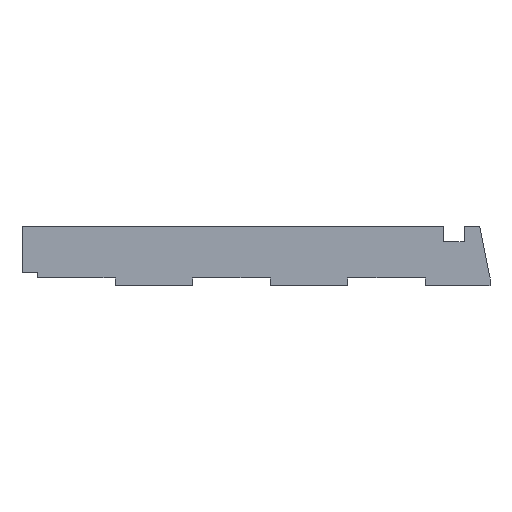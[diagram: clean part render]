
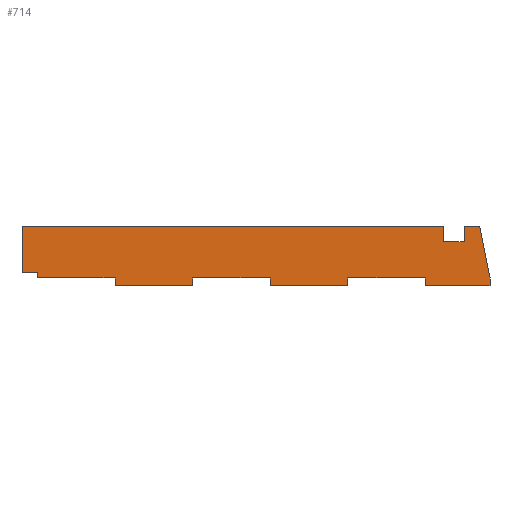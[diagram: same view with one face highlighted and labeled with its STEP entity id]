
A CAD part, top view. The second image highlights one B-rep face of the part: STEP entity #714.
In plain terms, the highlighted planar face has unit normal (0, 0, 1).
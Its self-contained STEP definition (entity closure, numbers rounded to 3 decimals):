
#42=CARTESIAN_POINT('Vertex',(0.,-110.,3.)) ;
#56=CARTESIAN_POINT('Vertex',(0.,-128.,3.)) ;
#59=CARTESIAN_POINT('Line Origine',(0.,-119.,3.)) ;
#87=CARTESIAN_POINT('Vertex',(6.,-128.,3.)) ;
#90=CARTESIAN_POINT('Line Origine',(3.,-128.,3.)) ;
#118=CARTESIAN_POINT('Vertex',(6.,-130.,3.)) ;
#121=CARTESIAN_POINT('Line Origine',(6.,-129.,3.)) ;
#149=CARTESIAN_POINT('Vertex',(36.,-130.,3.)) ;
#152=CARTESIAN_POINT('Line Origine',(21.,-130.,3.)) ;
#180=CARTESIAN_POINT('Vertex',(36.,-133.,3.)) ;
#183=CARTESIAN_POINT('Line Origine',(36.,-131.5,3.)) ;
#211=CARTESIAN_POINT('Vertex',(66.,-133.,3.)) ;
#214=CARTESIAN_POINT('Line Origine',(51.,-133.,3.)) ;
#242=CARTESIAN_POINT('Vertex',(66.,-130.,3.)) ;
#245=CARTESIAN_POINT('Line Origine',(66.,-131.5,3.)) ;
#268=CARTESIAN_POINT('Vertex',(96.,-130.,3.)) ;
#271=CARTESIAN_POINT('Line Origine',(81.,-130.,3.)) ;
#299=CARTESIAN_POINT('Vertex',(96.,-133.,3.)) ;
#302=CARTESIAN_POINT('Line Origine',(96.,-131.5,3.)) ;
#325=CARTESIAN_POINT('Vertex',(126.,-133.,3.)) ;
#328=CARTESIAN_POINT('Line Origine',(111.,-133.,3.)) ;
#356=CARTESIAN_POINT('Vertex',(126.,-130.,3.)) ;
#359=CARTESIAN_POINT('Line Origine',(126.,-131.5,3.)) ;
#382=CARTESIAN_POINT('Vertex',(156.,-130.,3.)) ;
#385=CARTESIAN_POINT('Line Origine',(141.,-130.,3.)) ;
#413=CARTESIAN_POINT('Vertex',(156.,-133.,3.)) ;
#416=CARTESIAN_POINT('Line Origine',(156.,-131.5,3.)) ;
#439=CARTESIAN_POINT('Vertex',(181.,-133.,3.)) ;
#442=CARTESIAN_POINT('Line Origine',(168.5,-133.,3.)) ;
#470=CARTESIAN_POINT('Vertex',(181.,-130.,3.)) ;
#473=CARTESIAN_POINT('Line Origine',(181.,-131.5,3.)) ;
#501=CARTESIAN_POINT('Vertex',(177.,-110.,3.)) ;
#504=CARTESIAN_POINT('Line Origine',(179.,-120.,3.)) ;
#532=CARTESIAN_POINT('Vertex',(171.,-110.,3.)) ;
#535=CARTESIAN_POINT('Line Origine',(174.,-110.,3.)) ;
#563=CARTESIAN_POINT('Vertex',(171.,-116.,3.)) ;
#566=CARTESIAN_POINT('Line Origine',(171.,-113.,3.)) ;
#594=CARTESIAN_POINT('Vertex',(163.,-116.,3.)) ;
#597=CARTESIAN_POINT('Line Origine',(167.,-116.,3.)) ;
#625=CARTESIAN_POINT('Vertex',(163.,-110.,3.)) ;
#628=CARTESIAN_POINT('Line Origine',(163.,-113.,3.)) ;
#645=CARTESIAN_POINT('Line Origine',(81.5,-110.,3.)) ;
#686=CARTESIAN_POINT('Axis2P3D Location',(0.,0.,3.)) ;
#61=VECTOR('Line Direction',#60,1.) ;
#92=VECTOR('Line Direction',#91,1.) ;
#123=VECTOR('Line Direction',#122,1.) ;
#154=VECTOR('Line Direction',#153,1.) ;
#185=VECTOR('Line Direction',#184,1.) ;
#216=VECTOR('Line Direction',#215,1.) ;
#247=VECTOR('Line Direction',#246,1.) ;
#273=VECTOR('Line Direction',#272,1.) ;
#304=VECTOR('Line Direction',#303,1.) ;
#330=VECTOR('Line Direction',#329,1.) ;
#361=VECTOR('Line Direction',#360,1.) ;
#387=VECTOR('Line Direction',#386,1.) ;
#418=VECTOR('Line Direction',#417,1.) ;
#444=VECTOR('Line Direction',#443,1.) ;
#475=VECTOR('Line Direction',#474,1.) ;
#506=VECTOR('Line Direction',#505,1.) ;
#537=VECTOR('Line Direction',#536,1.) ;
#568=VECTOR('Line Direction',#567,1.) ;
#599=VECTOR('Line Direction',#598,1.) ;
#630=VECTOR('Line Direction',#629,1.) ;
#647=VECTOR('Line Direction',#646,1.) ;
#60=DIRECTION('Vector Direction',(0.,1.,0.)) ;
#91=DIRECTION('Vector Direction',(-1.,0.,0.)) ;
#122=DIRECTION('Vector Direction',(0.,1.,0.)) ;
#153=DIRECTION('Vector Direction',(-1.,0.,0.)) ;
#184=DIRECTION('Vector Direction',(0.,1.,0.)) ;
#215=DIRECTION('Vector Direction',(-1.,0.,0.)) ;
#246=DIRECTION('Vector Direction',(0.,-1.,0.)) ;
#272=DIRECTION('Vector Direction',(-1.,0.,0.)) ;
#303=DIRECTION('Vector Direction',(0.,1.,0.)) ;
#329=DIRECTION('Vector Direction',(-1.,0.,0.)) ;
#360=DIRECTION('Vector Direction',(0.,-1.,0.)) ;
#386=DIRECTION('Vector Direction',(-1.,0.,0.)) ;
#417=DIRECTION('Vector Direction',(0.,1.,0.)) ;
#443=DIRECTION('Vector Direction',(-1.,0.,0.)) ;
#474=DIRECTION('Vector Direction',(0.,-1.,0.)) ;
#505=DIRECTION('Vector Direction',(0.196,-0.981,0.)) ;
#536=DIRECTION('Vector Direction',(1.,0.,0.)) ;
#567=DIRECTION('Vector Direction',(0.,1.,0.)) ;
#598=DIRECTION('Vector Direction',(1.,0.,0.)) ;
#629=DIRECTION('Vector Direction',(0.,-1.,0.)) ;
#646=DIRECTION('Vector Direction',(1.,0.,0.)) ;
#687=DIRECTION('Axis2P3D Direction',(0.,0.,1.)) ;
#688=DIRECTION('Axis2P3D XDirection',(1.,0.,0.)) ;
#689=AXIS2_PLACEMENT_3D('Plane Axis2P3D',#686,#687,#688) ;
#62=LINE('Line',#59,#61) ;
#93=LINE('Line',#90,#92) ;
#124=LINE('Line',#121,#123) ;
#155=LINE('Line',#152,#154) ;
#186=LINE('Line',#183,#185) ;
#217=LINE('Line',#214,#216) ;
#248=LINE('Line',#245,#247) ;
#274=LINE('Line',#271,#273) ;
#305=LINE('Line',#302,#304) ;
#331=LINE('Line',#328,#330) ;
#362=LINE('Line',#359,#361) ;
#388=LINE('Line',#385,#387) ;
#419=LINE('Line',#416,#418) ;
#445=LINE('Line',#442,#444) ;
#476=LINE('Line',#473,#475) ;
#507=LINE('Line',#504,#506) ;
#538=LINE('Line',#535,#537) ;
#569=LINE('Line',#566,#568) ;
#600=LINE('Line',#597,#599) ;
#631=LINE('Line',#628,#630) ;
#648=LINE('Line',#645,#647) ;
#690=PLANE('',#689) ;
#63=EDGE_CURVE('',#43,#57,#62,.F.) ;
#94=EDGE_CURVE('',#57,#88,#93,.F.) ;
#125=EDGE_CURVE('',#88,#119,#124,.F.) ;
#156=EDGE_CURVE('',#119,#150,#155,.F.) ;
#187=EDGE_CURVE('',#150,#181,#186,.F.) ;
#218=EDGE_CURVE('',#181,#212,#217,.F.) ;
#249=EDGE_CURVE('',#212,#243,#248,.F.) ;
#275=EDGE_CURVE('',#243,#269,#274,.F.) ;
#306=EDGE_CURVE('',#269,#300,#305,.F.) ;
#332=EDGE_CURVE('',#300,#326,#331,.F.) ;
#363=EDGE_CURVE('',#326,#357,#362,.F.) ;
#389=EDGE_CURVE('',#357,#383,#388,.F.) ;
#420=EDGE_CURVE('',#383,#414,#419,.F.) ;
#446=EDGE_CURVE('',#414,#440,#445,.F.) ;
#477=EDGE_CURVE('',#440,#471,#476,.F.) ;
#508=EDGE_CURVE('',#471,#502,#507,.F.) ;
#539=EDGE_CURVE('',#502,#533,#538,.F.) ;
#570=EDGE_CURVE('',#533,#564,#569,.F.) ;
#601=EDGE_CURVE('',#564,#595,#600,.F.) ;
#632=EDGE_CURVE('',#595,#626,#631,.F.) ;
#649=EDGE_CURVE('',#626,#43,#648,.F.) ;
#692=ORIENTED_EDGE('',*,*,#63,.T.) ;
#693=ORIENTED_EDGE('',*,*,#94,.T.) ;
#694=ORIENTED_EDGE('',*,*,#125,.T.) ;
#695=ORIENTED_EDGE('',*,*,#156,.T.) ;
#696=ORIENTED_EDGE('',*,*,#187,.T.) ;
#697=ORIENTED_EDGE('',*,*,#218,.T.) ;
#698=ORIENTED_EDGE('',*,*,#249,.T.) ;
#699=ORIENTED_EDGE('',*,*,#275,.T.) ;
#700=ORIENTED_EDGE('',*,*,#306,.T.) ;
#701=ORIENTED_EDGE('',*,*,#332,.T.) ;
#702=ORIENTED_EDGE('',*,*,#363,.T.) ;
#703=ORIENTED_EDGE('',*,*,#389,.T.) ;
#704=ORIENTED_EDGE('',*,*,#420,.T.) ;
#705=ORIENTED_EDGE('',*,*,#446,.T.) ;
#706=ORIENTED_EDGE('',*,*,#477,.T.) ;
#707=ORIENTED_EDGE('',*,*,#508,.T.) ;
#708=ORIENTED_EDGE('',*,*,#539,.T.) ;
#709=ORIENTED_EDGE('',*,*,#570,.T.) ;
#710=ORIENTED_EDGE('',*,*,#601,.T.) ;
#711=ORIENTED_EDGE('',*,*,#632,.T.) ;
#712=ORIENTED_EDGE('',*,*,#649,.T.) ;
#691=EDGE_LOOP('',(#692,#693,#694,#695,#696,#697,#698,#699,#700,#701,#702,#703,#704,#705,#706,#707,#708,#709,#710,#711,#712)) ;
#43=VERTEX_POINT('',#42) ;
#57=VERTEX_POINT('',#56) ;
#88=VERTEX_POINT('',#87) ;
#119=VERTEX_POINT('',#118) ;
#150=VERTEX_POINT('',#149) ;
#181=VERTEX_POINT('',#180) ;
#212=VERTEX_POINT('',#211) ;
#243=VERTEX_POINT('',#242) ;
#269=VERTEX_POINT('',#268) ;
#300=VERTEX_POINT('',#299) ;
#326=VERTEX_POINT('',#325) ;
#357=VERTEX_POINT('',#356) ;
#383=VERTEX_POINT('',#382) ;
#414=VERTEX_POINT('',#413) ;
#440=VERTEX_POINT('',#439) ;
#471=VERTEX_POINT('',#470) ;
#502=VERTEX_POINT('',#501) ;
#533=VERTEX_POINT('',#532) ;
#564=VERTEX_POINT('',#563) ;
#595=VERTEX_POINT('',#594) ;
#626=VERTEX_POINT('',#625) ;
#714=ADVANCED_FACE('PartBody',(#713),#690,.T.) ;
#713=FACE_OUTER_BOUND('',#691,.T.) ;
